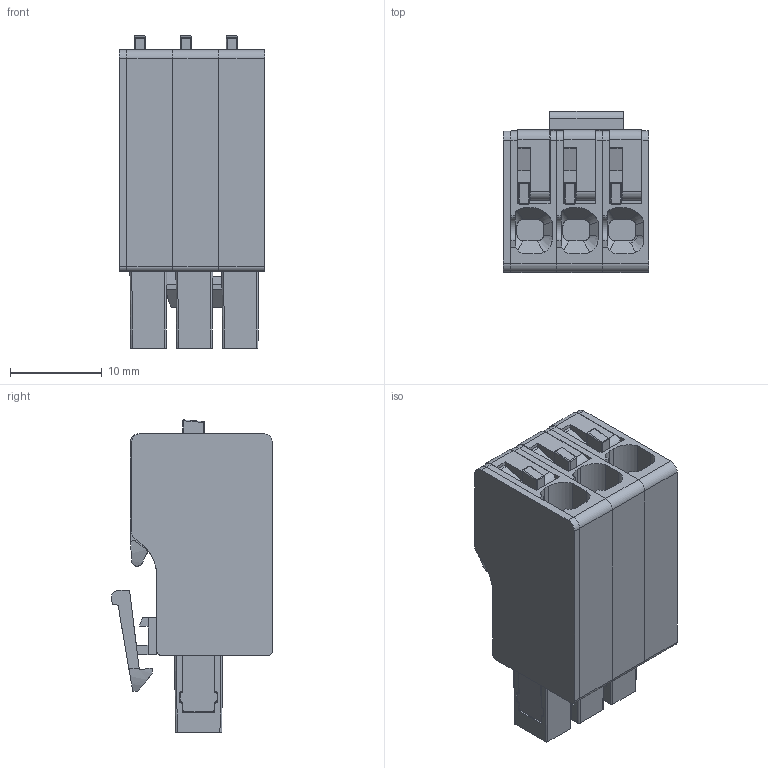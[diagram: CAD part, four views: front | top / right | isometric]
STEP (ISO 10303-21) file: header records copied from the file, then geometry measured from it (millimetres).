
FILE_DESCRIPTION(('CATIA V5 STEP Exchange','CAx-IF Rec.Pracs.--- Model Styling and Organization---1.4--- 2014-01-23'),'2;1');
FILE_NAME ('D1463851_2', '2022-08-24T06:07:20+00:00', ('none'), ('Weidmueller'), 'CATIA Version 5-6 Release 2016 SP3 HF44', 'CATIA V5 STEP AP214', 'none');
FILE_SCHEMA(('AUTOMOTIVE_DESIGN { 1 0 10303 214 1 1 1 1 }'));
Length unit declared in the file: millimetre
Products named in the file (1): 2741680000
Bounding box: 15.8 x 17.53 x 34 mm (x, y, z)
Volume: 5561.5 mm3; surface area: 6654.2 mm2
Topology: 11 solids, 11 shells, 803 faces, 2223 edges, 1457 vertices
Faces by surface type: plane 470, cylinder 283, sphere 24, cone 16, bspline 7, torus 3
Entity records: 27660 total; most frequent: CARTESIAN_POINT 7419, ORIENTED_EDGE 4374, DIRECTION 3312, EDGE_CURVE 2187, VERTEX_POINT 1451, VECTOR 1417, LINE 1417, AXIS2_PLACEMENT_3D 1147
